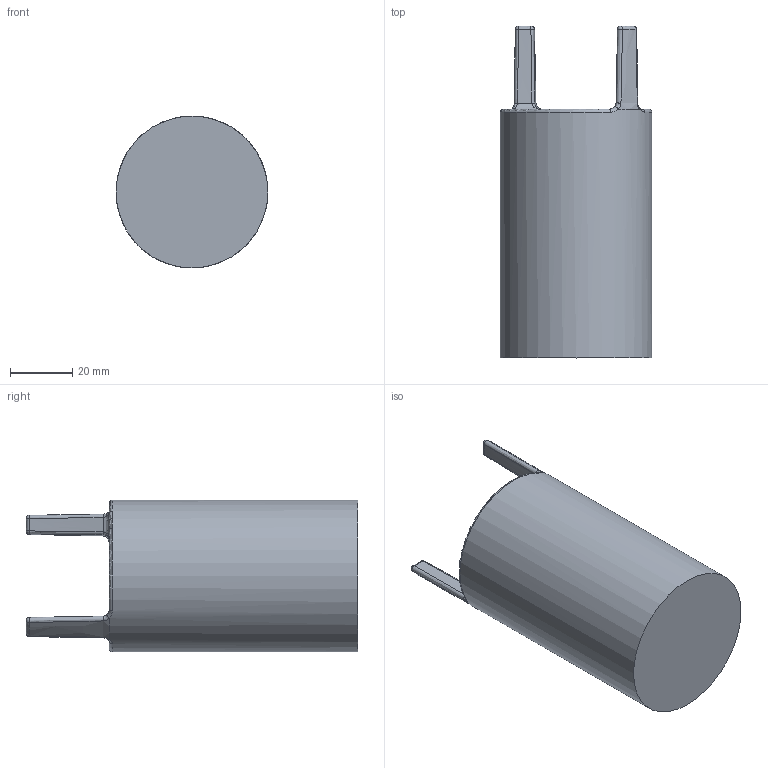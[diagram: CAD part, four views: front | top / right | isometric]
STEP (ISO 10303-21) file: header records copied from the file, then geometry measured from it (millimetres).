
FILE_DESCRIPTION(/* description */ (''),/* implementation_level */ '2;1');
FILE_NAME(/* name */ '1.5ml holder centrifuge 3d print v9.step',/* time_stamp */ '2023-09-08T01:22:48-07:00',/* author */ (''),/* organization */ (''),/* preprocessor_version */ 'ST-DEVELOPER v20',/* originating_system */ 'Autodesk Translation Framework v12.9.0.99',/* authorisation */ '');
FILE_SCHEMA (('AUTOMOTIVE_DESIGN { 1 0 10303 214 3 1 1 }'));
Length unit declared in the file: millimetre
Products named in the file (1): 1.5ml holder centrifuge 3d print
Bounding box: 49 x 107 x 49 mm (x, y, z)
Volume: 133484.6 mm3; surface area: 23817.2 mm2
Topology: 1 solids, 1 shells, 60 faces, 127 edges, 70 vertices
Faces by surface type: bspline 37, plane 9, cylinder 6, sphere 6, torus 2
Full cylindrical faces by diameter (mm): 11.6 x5, 49 x1
Entity records: 3713 total; most frequent: CARTESIAN_POINT 2627, ORIENTED_EDGE 246, DIRECTION 156, EDGE_CURVE 123, AXIS2_PLACEMENT_3D 75, VERTEX_POINT 70, B_SPLINE_CURVE_WITH_KNOTS 66, EDGE_LOOP 65
